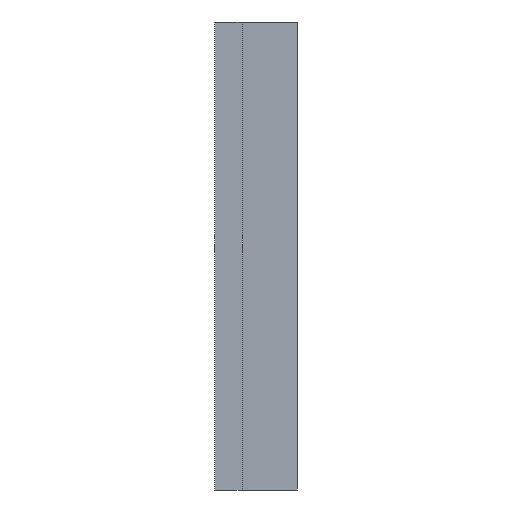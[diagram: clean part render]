
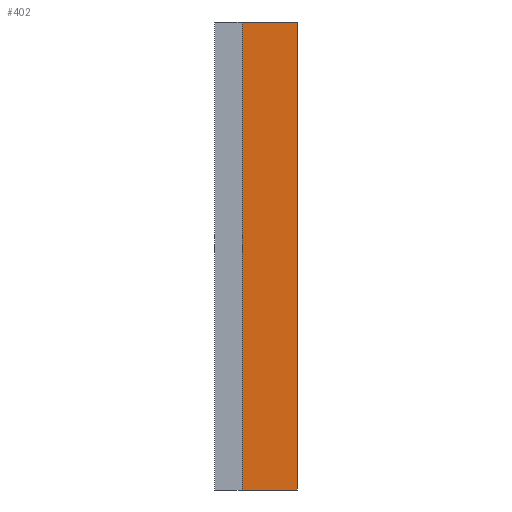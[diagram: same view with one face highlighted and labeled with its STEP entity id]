
A CAD part, left-side view. The second image highlights one B-rep face of the part: STEP entity #402.
In plain terms, the highlighted planar face has unit normal (-1, 0, 0).
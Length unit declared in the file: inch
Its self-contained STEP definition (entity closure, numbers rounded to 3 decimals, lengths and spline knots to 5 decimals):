
#10 = ORIENTED_EDGE ( 'NONE', *, *, #899, .T. ) ;
#74 = DIRECTION ( 'NONE',  ( 0., -1., 0. ) ) ;
#86 = CARTESIAN_POINT ( 'NONE',  ( -0.03346, 0., 0.03346 ) ) ;
#99 = EDGE_LOOP ( 'NONE', ( #10, #1216, #1539, #1149 ) ) ;
#128 = DIRECTION ( 'NONE',  ( 1., 0., 0. ) ) ;
#153 = VERTEX_POINT ( 'NONE', #1411 ) ;
#254 = CARTESIAN_POINT ( 'NONE',  ( -0.03346, 0.00787, 0.03346 ) ) ;
#255 = LINE ( 'NONE', #669, #695 ) ;
#264 = DIRECTION ( 'NONE',  ( 0., 0., -1. ) ) ;
#303 = LINE ( 'NONE', #1829, #1756 ) ;
#332 = FACE_OUTER_BOUND ( 'NONE', #99, .T. ) ;
#349 = VERTEX_POINT ( 'NONE', #86 ) ;
#402 = ADVANCED_FACE ( 'NONE', ( #332 ), #1585, .F. ) ;
#515 = VECTOR ( 'NONE', #1009, 39.37008 ) ;
#547 = VERTEX_POINT ( 'NONE', #840 ) ;
#608 = CARTESIAN_POINT ( 'NONE',  ( -0.03346, 0., 0.03346 ) ) ;
#669 = CARTESIAN_POINT ( 'NONE',  ( -0.03346, 0.00787, -0.03346 ) ) ;
#693 = CARTESIAN_POINT ( 'NONE',  ( -0.03346, 0.00787, 0.03346 ) ) ;
#695 = VECTOR ( 'NONE', #1266, 39.37008 ) ;
#840 = CARTESIAN_POINT ( 'NONE',  ( -0.03346, 0.00787, 0.03346 ) ) ;
#899 = EDGE_CURVE ( 'NONE', #153, #349, #1528, .T. ) ;
#1009 = DIRECTION ( 'NONE',  ( 0., 0., 1. ) ) ;
#1012 = VERTEX_POINT ( 'NONE', #1526 ) ;
#1149 = ORIENTED_EDGE ( 'NONE', *, *, #1175, .T. ) ;
#1174 = EDGE_CURVE ( 'NONE', #547, #349, #303, .T. ) ;
#1175 = EDGE_CURVE ( 'NONE', #1012, #153, #255, .T. ) ;
#1181 = VECTOR ( 'NONE', #1772, 39.37008 ) ;
#1216 = ORIENTED_EDGE ( 'NONE', *, *, #1174, .F. ) ;
#1266 = DIRECTION ( 'NONE',  ( 0., -1., 0. ) ) ;
#1309 = EDGE_CURVE ( 'NONE', #1012, #547, #1589, .T. ) ;
#1411 = CARTESIAN_POINT ( 'NONE',  ( -0.03346, 0., -0.03346 ) ) ;
#1526 = CARTESIAN_POINT ( 'NONE',  ( -0.03346, 0.00787, -0.03346 ) ) ;
#1528 = LINE ( 'NONE', #608, #1181 ) ;
#1539 = ORIENTED_EDGE ( 'NONE', *, *, #1309, .F. ) ;
#1585 = PLANE ( 'NONE',  #1649 ) ;
#1589 = LINE ( 'NONE', #254, #515 ) ;
#1649 = AXIS2_PLACEMENT_3D ( 'NONE', #693, #128, #264 ) ;
#1756 = VECTOR ( 'NONE', #74, 39.37008 ) ;
#1772 = DIRECTION ( 'NONE',  ( 0., 0., 1. ) ) ;
#1829 = CARTESIAN_POINT ( 'NONE',  ( -0.03346, 0.00787, 0.03346 ) ) ;
